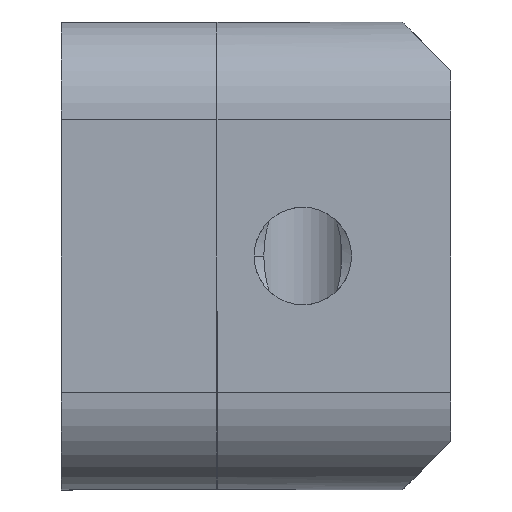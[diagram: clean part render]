
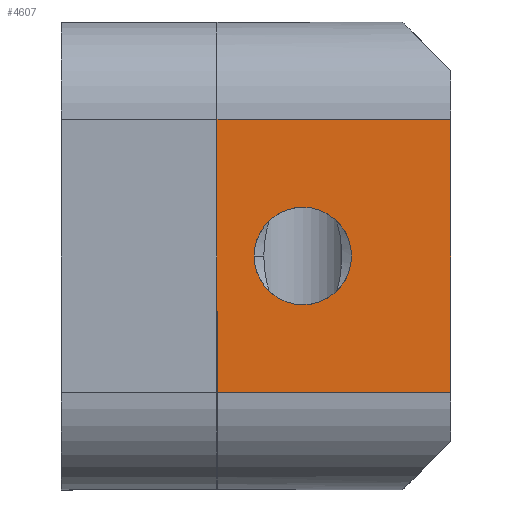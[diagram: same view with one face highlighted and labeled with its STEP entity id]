
A CAD part, left-side view. The second image highlights one B-rep face of the part: STEP entity #4607.
In plain terms, the highlighted planar face has unit normal (-1, 0, 0).
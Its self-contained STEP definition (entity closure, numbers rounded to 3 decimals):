
#28 = CARTESIAN_POINT ( 'NONE',  ( -24., -6., 0. ) ) ;
#41 = PLANE ( 'NONE',  #2693 ) ;
#67 = VECTOR ( 'NONE', #2056, 1000. ) ;
#81 = VERTEX_POINT ( 'NONE', #1369 ) ;
#131 = CIRCLE ( 'NONE', #746, 1.25 ) ;
#281 = DIRECTION ( 'NONE',  ( -1., 0., 0. ) ) ;
#351 = FACE_BOUND ( 'NONE', #2039, .T. ) ;
#414 = EDGE_CURVE ( 'NONE', #3418, #2839, #4437, .T. ) ;
#494 = VERTEX_POINT ( 'NONE', #1454 ) ;
#634 = VECTOR ( 'NONE', #641, 1000. ) ;
#641 = DIRECTION ( 'NONE',  ( 0., -1., 0. ) ) ;
#706 = EDGE_CURVE ( 'NONE', #2187, #2788, #4201, .T. ) ;
#746 = AXIS2_PLACEMENT_3D ( 'NONE', #2213, #3639, #791 ) ;
#767 = CARTESIAN_POINT ( 'NONE',  ( -24., -3.5, 6. ) ) ;
#791 = DIRECTION ( 'NONE',  ( 0., 0., 1. ) ) ;
#929 = VECTOR ( 'NONE', #2683, 1000. ) ;
#1033 = VECTOR ( 'NONE', #1137, 1000. ) ;
#1137 = DIRECTION ( 'NONE',  ( 0., -1., 0. ) ) ;
#1192 = FACE_OUTER_BOUND ( 'NONE', #1748, .T. ) ;
#1247 = CARTESIAN_POINT ( 'NONE',  ( -24., -3.5, 6. ) ) ;
#1369 = CARTESIAN_POINT ( 'NONE',  ( -24., 0., 2.55 ) ) ;
#1454 = CARTESIAN_POINT ( 'NONE',  ( -24., 0., 5.05 ) ) ;
#1468 = DIRECTION ( 'NONE',  ( 1., 0., 0. ) ) ;
#1748 = EDGE_LOOP ( 'NONE', ( #3771, #3075, #2721, #1871 ) ) ;
#1871 = ORIENTED_EDGE ( 'NONE', *, *, #414, .T. ) ;
#1925 = EDGE_CURVE ( 'NONE', #2788, #3418, #3271, .T. ) ;
#2039 = EDGE_LOOP ( 'NONE', ( #4429, #3777 ) ) ;
#2056 = DIRECTION ( 'NONE',  ( 0., 0., -1. ) ) ;
#2060 = CARTESIAN_POINT ( 'NONE',  ( -24., -6., 6. ) ) ;
#2187 = VERTEX_POINT ( 'NONE', #2725 ) ;
#2213 = CARTESIAN_POINT ( 'NONE',  ( -24., 0., 3.8 ) ) ;
#2447 = DIRECTION ( 'NONE',  ( 0., 0., 1. ) ) ;
#2683 = DIRECTION ( 'NONE',  ( 0., 0., 1. ) ) ;
#2693 = AXIS2_PLACEMENT_3D ( 'NONE', #4644, #1468, #4291 ) ;
#2721 = ORIENTED_EDGE ( 'NONE', *, *, #1925, .T. ) ;
#2725 = CARTESIAN_POINT ( 'NONE',  ( -24., 3.5, 6. ) ) ;
#2750 = EDGE_CURVE ( 'NONE', #81, #494, #4300, .T. ) ;
#2773 = EDGE_CURVE ( 'NONE', #2187, #2839, #3855, .T. ) ;
#2788 = VERTEX_POINT ( 'NONE', #3217 ) ;
#2790 = CARTESIAN_POINT ( 'NONE',  ( -24., 0., 3.8 ) ) ;
#2839 = VERTEX_POINT ( 'NONE', #767 ) ;
#2855 = CARTESIAN_POINT ( 'NONE',  ( -24., -3.5, 0. ) ) ;
#3075 = ORIENTED_EDGE ( 'NONE', *, *, #706, .T. ) ;
#3217 = CARTESIAN_POINT ( 'NONE',  ( -24., 3.5, 0. ) ) ;
#3271 = LINE ( 'NONE', #28, #1033 ) ;
#3418 = VERTEX_POINT ( 'NONE', #2855 ) ;
#3639 = DIRECTION ( 'NONE',  ( -1., 0., 0. ) ) ;
#3771 = ORIENTED_EDGE ( 'NONE', *, *, #2773, .F. ) ;
#3777 = ORIENTED_EDGE ( 'NONE', *, *, #2750, .F. ) ;
#3855 = LINE ( 'NONE', #2060, #634 ) ;
#4201 = LINE ( 'NONE', #4623, #67 ) ;
#4291 = DIRECTION ( 'NONE',  ( 0., 0., -1. ) ) ;
#4300 = CIRCLE ( 'NONE', #4518, 1.25 ) ;
#4385 = EDGE_CURVE ( 'NONE', #494, #81, #131, .T. ) ;
#4429 = ORIENTED_EDGE ( 'NONE', *, *, #4385, .F. ) ;
#4437 = LINE ( 'NONE', #1247, #929 ) ;
#4518 = AXIS2_PLACEMENT_3D ( 'NONE', #2790, #281, #2447 ) ;
#4607 = ADVANCED_FACE ( 'NONE', ( #351, #1192 ), #41, .F. ) ;
#4623 = CARTESIAN_POINT ( 'NONE',  ( -24., 3.5, 6. ) ) ;
#4644 = CARTESIAN_POINT ( 'NONE',  ( -24., -6., 6. ) ) ;
